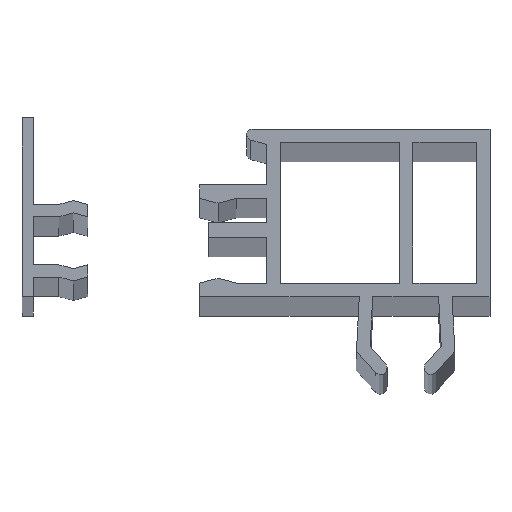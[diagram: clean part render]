
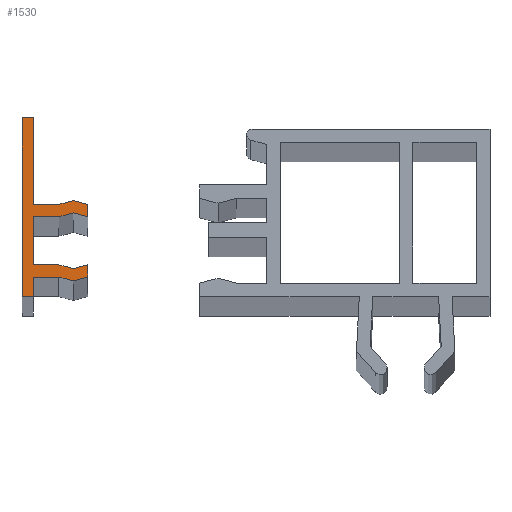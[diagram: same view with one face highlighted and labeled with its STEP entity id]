
A CAD part, top view. The second image highlights one B-rep face of the part: STEP entity #1530.
In plain terms, the highlighted planar face has unit normal (0, 0, 1).
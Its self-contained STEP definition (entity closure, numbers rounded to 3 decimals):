
#14 = LINE ( 'NONE', #1508, #1607 ) ;
#21 = EDGE_CURVE ( 'NONE', #521, #476, #643, .T. ) ;
#30 = VECTOR ( 'NONE', #1619, 1000. ) ;
#37 = VERTEX_POINT ( 'NONE', #1528 ) ;
#42 = ORIENTED_EDGE ( 'NONE', *, *, #1028, .T. ) ;
#58 = EDGE_CURVE ( 'NONE', #873, #1598, #1194, .T. ) ;
#59 = DIRECTION ( 'NONE',  ( 1., 0., 0. ) ) ;
#78 = DIRECTION ( 'NONE',  ( -1., 0., 0. ) ) ;
#92 = CARTESIAN_POINT ( 'NONE',  ( 3.3, 8.25, 1000. ) ) ;
#101 = VECTOR ( 'NONE', #825, 1000. ) ;
#112 = VERTEX_POINT ( 'NONE', #244 ) ;
#116 = DIRECTION ( 'NONE',  ( 0., 0., -1. ) ) ;
#136 = EDGE_CURVE ( 'NONE', #666, #1740, #1027, .T. ) ;
#163 = CARTESIAN_POINT ( 'NONE',  ( 5.9, 7.15, 1000. ) ) ;
#169 = LINE ( 'NONE', #1134, #1345 ) ;
#198 = EDGE_CURVE ( 'NONE', #1472, #1975, #1201, .T. ) ;
#209 = ORIENTED_EDGE ( 'NONE', *, *, #58, .T. ) ;
#215 = CARTESIAN_POINT ( 'NONE',  ( 0., 16., 1000. ) ) ;
#235 = CARTESIAN_POINT ( 'NONE',  ( 3.3, 7.15, 1000. ) ) ;
#236 = CARTESIAN_POINT ( 'NONE',  ( 3.3, 2.85, 1000. ) ) ;
#244 = CARTESIAN_POINT ( 'NONE',  ( 5.9, 2.85, 1000. ) ) ;
#248 = EDGE_CURVE ( 'NONE', #1740, #920, #2140, .T. ) ;
#272 = DIRECTION ( 'NONE',  ( -0.966, -0.259, 0. ) ) ;
#279 = ORIENTED_EDGE ( 'NONE', *, *, #425, .T. ) ;
#283 = LINE ( 'NONE', #2319, #2102 ) ;
#302 = CARTESIAN_POINT ( 'NONE',  ( 1., 1.75, 1000. ) ) ;
#304 = VECTOR ( 'NONE', #931, 1000. ) ;
#337 = CARTESIAN_POINT ( 'NONE',  ( 0., 0., 1000. ) ) ;
#355 = CARTESIAN_POINT ( 'NONE',  ( 1., 16., 1000. ) ) ;
#407 = LINE ( 'NONE', #1332, #418 ) ;
#418 = VECTOR ( 'NONE', #1160, 1000. ) ;
#425 = EDGE_CURVE ( 'NONE', #1196, #2105, #1421, .T. ) ;
#476 = VERTEX_POINT ( 'NONE', #1290 ) ;
#490 = ORIENTED_EDGE ( 'NONE', *, *, #21, .T. ) ;
#521 = VERTEX_POINT ( 'NONE', #355 ) ;
#569 = LINE ( 'NONE', #1906, #1680 ) ;
#574 = EDGE_CURVE ( 'NONE', #1841, #782, #569, .T. ) ;
#611 = CARTESIAN_POINT ( 'NONE',  ( 4.6, 1.402, 1000. ) ) ;
#643 = LINE ( 'NONE', #215, #2307 ) ;
#652 = VERTEX_POINT ( 'NONE', #926 ) ;
#660 = CARTESIAN_POINT ( 'NONE',  ( 3.3, 1.75, 1000. ) ) ;
#666 = VERTEX_POINT ( 'NONE', #1302 ) ;
#669 = CARTESIAN_POINT ( 'NONE',  ( 3.3, 8.25, 1000. ) ) ;
#674 = EDGE_CURVE ( 'NONE', #652, #1472, #407, .T. ) ;
#684 = FACE_OUTER_BOUND ( 'NONE', #1725, .T. ) ;
#735 = LINE ( 'NONE', #163, #304 ) ;
#782 = VERTEX_POINT ( 'NONE', #1536 ) ;
#801 = ORIENTED_EDGE ( 'NONE', *, *, #1357, .T. ) ;
#811 = DIRECTION ( 'NONE',  ( 0.966, -0.259, 0. ) ) ;
#816 = VECTOR ( 'NONE', #1754, 1000. ) ;
#825 = DIRECTION ( 'NONE',  ( -0.966, -0.259, 0. ) ) ;
#827 = CARTESIAN_POINT ( 'NONE',  ( 5.9, 1.75, 1000. ) ) ;
#843 = VERTEX_POINT ( 'NONE', #2081 ) ;
#844 = CARTESIAN_POINT ( 'NONE',  ( 3.3, 7.15, 1000. ) ) ;
#868 = EDGE_CURVE ( 'NONE', #1598, #2232, #1584, .T. ) ;
#873 = VERTEX_POINT ( 'NONE', #1030 ) ;
#912 = ORIENTED_EDGE ( 'NONE', *, *, #1006, .T. ) ;
#920 = VERTEX_POINT ( 'NONE', #827 ) ;
#926 = CARTESIAN_POINT ( 'NONE',  ( 5.9, 8.25, 1000. ) ) ;
#931 = DIRECTION ( 'NONE',  ( 0.966, -0.259, 0. ) ) ;
#933 = VERTEX_POINT ( 'NONE', #2181 ) ;
#995 = CARTESIAN_POINT ( 'NONE',  ( 4.6, 1.402, 1000. ) ) ;
#1003 = LINE ( 'NONE', #1761, #1015 ) ;
#1006 = EDGE_CURVE ( 'NONE', #476, #873, #1268, .T. ) ;
#1015 = VECTOR ( 'NONE', #1737, 1000. ) ;
#1019 = CARTESIAN_POINT ( 'NONE',  ( 4.6, 2.502, 1000. ) ) ;
#1027 = LINE ( 'NONE', #660, #1314 ) ;
#1028 = EDGE_CURVE ( 'NONE', #37, #521, #2019, .T. ) ;
#1030 = CARTESIAN_POINT ( 'NONE',  ( 0., 0., 1000. ) ) ;
#1114 = DIRECTION ( 'NONE',  ( 0., -1., 0. ) ) ;
#1132 = ORIENTED_EDGE ( 'NONE', *, *, #198, .T. ) ;
#1133 = EDGE_CURVE ( 'NONE', #2105, #933, #735, .T. ) ;
#1134 = CARTESIAN_POINT ( 'NONE',  ( 1., 8.25, 1000. ) ) ;
#1160 = DIRECTION ( 'NONE',  ( -0.966, 0.259, 0. ) ) ;
#1166 = VECTOR ( 'NONE', #2355, 1000. ) ;
#1167 = EDGE_CURVE ( 'NONE', #2232, #666, #1003, .T. ) ;
#1173 = VECTOR ( 'NONE', #2300, 1000. ) ;
#1194 = LINE ( 'NONE', #2278, #2262 ) ;
#1196 = VERTEX_POINT ( 'NONE', #235 ) ;
#1201 = LINE ( 'NONE', #92, #101 ) ;
#1211 = VECTOR ( 'NONE', #1671, 1000. ) ;
#1220 = ORIENTED_EDGE ( 'NONE', *, *, #2155, .T. ) ;
#1241 = ORIENTED_EDGE ( 'NONE', *, *, #136, .T. ) ;
#1257 = CARTESIAN_POINT ( 'NONE',  ( 0., 0., 1000. ) ) ;
#1268 = LINE ( 'NONE', #337, #1566 ) ;
#1276 = DIRECTION ( 'NONE',  ( 0., 1., 0. ) ) ;
#1289 = CARTESIAN_POINT ( 'NONE',  ( 4.6, 7.498, 1000. ) ) ;
#1290 = CARTESIAN_POINT ( 'NONE',  ( 0., 16., 1000. ) ) ;
#1296 = CARTESIAN_POINT ( 'NONE',  ( 1., 0., 1000. ) ) ;
#1302 = CARTESIAN_POINT ( 'NONE',  ( 3.3, 1.75, 1000. ) ) ;
#1305 = EDGE_CURVE ( 'NONE', #920, #112, #1919, .T. ) ;
#1314 = VECTOR ( 'NONE', #811, 1000. ) ;
#1332 = CARTESIAN_POINT ( 'NONE',  ( 4.6, 8.598, 1000. ) ) ;
#1345 = VECTOR ( 'NONE', #2409, 1000. ) ;
#1357 = EDGE_CURVE ( 'NONE', #933, #652, #14, .T. ) ;
#1372 = LINE ( 'NONE', #844, #1418 ) ;
#1418 = VECTOR ( 'NONE', #59, 1000. ) ;
#1421 = LINE ( 'NONE', #2190, #30 ) ;
#1430 = ORIENTED_EDGE ( 'NONE', *, *, #248, .T. ) ;
#1451 = ORIENTED_EDGE ( 'NONE', *, *, #1133, .T. ) ;
#1472 = VERTEX_POINT ( 'NONE', #1756 ) ;
#1480 = EDGE_CURVE ( 'NONE', #843, #1841, #2313, .T. ) ;
#1508 = CARTESIAN_POINT ( 'NONE',  ( 5.9, 8.25, 1000. ) ) ;
#1528 = CARTESIAN_POINT ( 'NONE',  ( 1., 8.25, 1000. ) ) ;
#1530 = ADVANCED_FACE ( 'NONE', ( #684 ), #2367, .F. ) ;
#1536 = CARTESIAN_POINT ( 'NONE',  ( 1., 2.85, 1000. ) ) ;
#1566 = VECTOR ( 'NONE', #1114, 1000. ) ;
#1584 = LINE ( 'NONE', #302, #1166 ) ;
#1598 = VERTEX_POINT ( 'NONE', #1296 ) ;
#1600 = VECTOR ( 'NONE', #1798, 1000. ) ;
#1607 = VECTOR ( 'NONE', #2257, 1000. ) ;
#1619 = DIRECTION ( 'NONE',  ( 0.966, 0.259, 0. ) ) ;
#1624 = ORIENTED_EDGE ( 'NONE', *, *, #1305, .T. ) ;
#1648 = DIRECTION ( 'NONE',  ( -1., 0., 0. ) ) ;
#1671 = DIRECTION ( 'NONE',  ( 0., 1., 0. ) ) ;
#1680 = VECTOR ( 'NONE', #2077, 1000. ) ;
#1712 = CARTESIAN_POINT ( 'NONE',  ( 5.9, 1.75, 1000. ) ) ;
#1725 = EDGE_LOOP ( 'NONE', ( #912, #209, #2371, #2315, #1241, #1430, #1624, #1827, #1886, #2324, #2208, #1801, #279, #1451, #801, #2066, #1132, #1220, #42, #490 ) ) ;
#1737 = DIRECTION ( 'NONE',  ( 1., 0., 0. ) ) ;
#1740 = VERTEX_POINT ( 'NONE', #611 ) ;
#1754 = DIRECTION ( 'NONE',  ( 0.966, 0.259, 0. ) ) ;
#1756 = CARTESIAN_POINT ( 'NONE',  ( 4.6, 8.598, 1000. ) ) ;
#1761 = CARTESIAN_POINT ( 'NONE',  ( 1., 1.75, 1000. ) ) ;
#1773 = EDGE_CURVE ( 'NONE', #112, #843, #283, .T. ) ;
#1796 = CARTESIAN_POINT ( 'NONE',  ( 1., 7.15, 1000. ) ) ;
#1798 = DIRECTION ( 'NONE',  ( -0.966, 0.259, 0. ) ) ;
#1801 = ORIENTED_EDGE ( 'NONE', *, *, #2332, .T. ) ;
#1821 = LINE ( 'NONE', #1796, #2311 ) ;
#1827 = ORIENTED_EDGE ( 'NONE', *, *, #1773, .T. ) ;
#1841 = VERTEX_POINT ( 'NONE', #236 ) ;
#1886 = ORIENTED_EDGE ( 'NONE', *, *, #1480, .T. ) ;
#1906 = CARTESIAN_POINT ( 'NONE',  ( 3.3, 2.85, 1000. ) ) ;
#1919 = LINE ( 'NONE', #1712, #1173 ) ;
#1944 = EDGE_CURVE ( 'NONE', #782, #2027, #1821, .T. ) ;
#1953 = DIRECTION ( 'NONE',  ( 1., 0., 0. ) ) ;
#1975 = VERTEX_POINT ( 'NONE', #669 ) ;
#1995 = AXIS2_PLACEMENT_3D ( 'NONE', #1257, #116, #1648 ) ;
#2016 = CARTESIAN_POINT ( 'NONE',  ( 1., 7.15, 1000. ) ) ;
#2019 = LINE ( 'NONE', #2378, #1211 ) ;
#2027 = VERTEX_POINT ( 'NONE', #2016 ) ;
#2066 = ORIENTED_EDGE ( 'NONE', *, *, #674, .T. ) ;
#2077 = DIRECTION ( 'NONE',  ( -1., 0., 0. ) ) ;
#2081 = CARTESIAN_POINT ( 'NONE',  ( 4.6, 2.502, 1000. ) ) ;
#2102 = VECTOR ( 'NONE', #272, 1000. ) ;
#2105 = VERTEX_POINT ( 'NONE', #1289 ) ;
#2140 = LINE ( 'NONE', #995, #816 ) ;
#2155 = EDGE_CURVE ( 'NONE', #1975, #37, #169, .T. ) ;
#2181 = CARTESIAN_POINT ( 'NONE',  ( 5.9, 7.15, 1000. ) ) ;
#2190 = CARTESIAN_POINT ( 'NONE',  ( 4.6, 7.498, 1000. ) ) ;
#2208 = ORIENTED_EDGE ( 'NONE', *, *, #1944, .T. ) ;
#2232 = VERTEX_POINT ( 'NONE', #2293 ) ;
#2257 = DIRECTION ( 'NONE',  ( 0., 1., 0. ) ) ;
#2262 = VECTOR ( 'NONE', #1953, 1000. ) ;
#2278 = CARTESIAN_POINT ( 'NONE',  ( 1., 0., 1000. ) ) ;
#2293 = CARTESIAN_POINT ( 'NONE',  ( 1., 1.75, 1000. ) ) ;
#2300 = DIRECTION ( 'NONE',  ( 0., 1., 0. ) ) ;
#2307 = VECTOR ( 'NONE', #78, 1000. ) ;
#2311 = VECTOR ( 'NONE', #1276, 1000. ) ;
#2313 = LINE ( 'NONE', #1019, #1600 ) ;
#2315 = ORIENTED_EDGE ( 'NONE', *, *, #1167, .T. ) ;
#2319 = CARTESIAN_POINT ( 'NONE',  ( 5.9, 2.85, 1000. ) ) ;
#2324 = ORIENTED_EDGE ( 'NONE', *, *, #574, .T. ) ;
#2332 = EDGE_CURVE ( 'NONE', #2027, #1196, #1372, .T. ) ;
#2355 = DIRECTION ( 'NONE',  ( 0., 1., 0. ) ) ;
#2367 = PLANE ( 'NONE',  #1995 ) ;
#2371 = ORIENTED_EDGE ( 'NONE', *, *, #868, .T. ) ;
#2378 = CARTESIAN_POINT ( 'NONE',  ( 1., 16., 1000. ) ) ;
#2409 = DIRECTION ( 'NONE',  ( -1., 0., 0. ) ) ;
